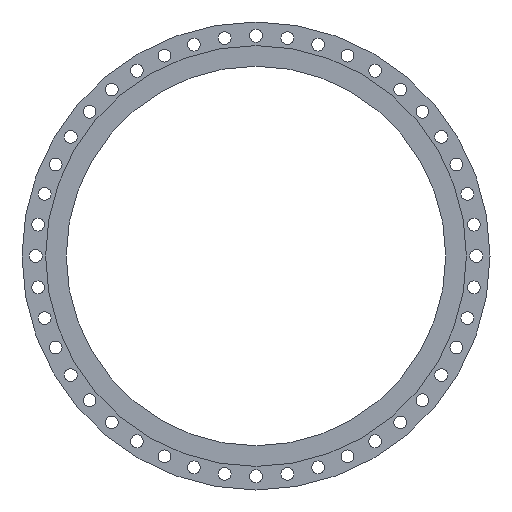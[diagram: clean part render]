
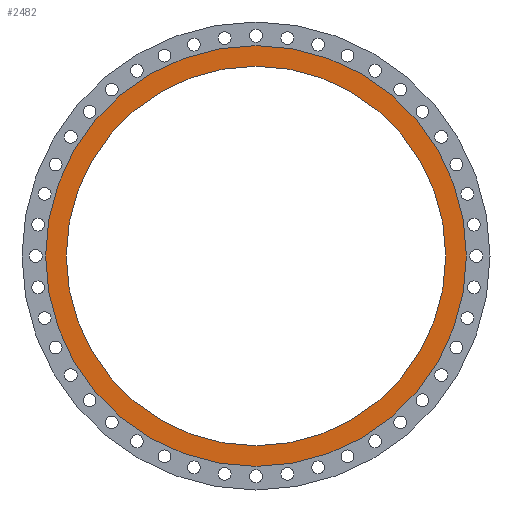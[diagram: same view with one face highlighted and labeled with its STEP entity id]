
A CAD part, left-side view. The second image highlights one B-rep face of the part: STEP entity #2482.
In plain terms, the highlighted planar face has unit normal (-1, 0, 0).
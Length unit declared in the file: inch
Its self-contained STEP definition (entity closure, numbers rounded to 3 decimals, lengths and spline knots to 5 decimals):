
#65 = VERTEX_POINT ( 'NONE', #2578 ) ;
#189 = ORIENTED_EDGE ( 'NONE', *, *, #3116, .T. ) ;
#277 = AXIS2_PLACEMENT_3D ( 'NONE', #3600, #3313, #1243 ) ;
#408 = CIRCLE ( 'NONE', #824, 24.125 ) ;
#536 = CARTESIAN_POINT ( 'NONE',  ( -0.14414, 0., 26.75 ) ) ;
#567 = EDGE_CURVE ( 'NONE', #65, #2391, #2608, .T. ) ;
#590 = FACE_OUTER_BOUND ( 'NONE', #2187, .T. ) ;
#608 = CARTESIAN_POINT ( 'NONE',  ( -0.14414, 0., 0. ) ) ;
#623 = PLANE ( 'NONE',  #2970 ) ;
#693 = VERTEX_POINT ( 'NONE', #2822 ) ;
#824 = AXIS2_PLACEMENT_3D ( 'NONE', #608, #1785, #2621 ) ;
#1021 = CARTESIAN_POINT ( 'NONE',  ( -0.14414, 0., 0. ) ) ;
#1077 = CARTESIAN_POINT ( 'NONE',  ( -0.14414, 0., 0. ) ) ;
#1146 = VERTEX_POINT ( 'NONE', #536 ) ;
#1243 = DIRECTION ( 'NONE',  ( 0., 0., 1. ) ) ;
#1348 = ORIENTED_EDGE ( 'NONE', *, *, #567, .F. ) ;
#1398 = ORIENTED_EDGE ( 'NONE', *, *, #3639, .F. ) ;
#1597 = ORIENTED_EDGE ( 'NONE', *, *, #3025, .T. ) ;
#1610 = AXIS2_PLACEMENT_3D ( 'NONE', #1021, #2453, #3309 ) ;
#1733 = DIRECTION ( 'NONE',  ( 0., 0., 1. ) ) ;
#1785 = DIRECTION ( 'NONE',  ( -1., 0., 0. ) ) ;
#2042 = FACE_BOUND ( 'NONE', #3642, .T. ) ;
#2187 = EDGE_LOOP ( 'NONE', ( #189, #1597 ) ) ;
#2192 = CIRCLE ( 'NONE', #277, 26.75 ) ;
#2246 = CIRCLE ( 'NONE', #3511, 26.75 ) ;
#2280 = CARTESIAN_POINT ( 'NONE',  ( -0.14414, 0., 0. ) ) ;
#2391 = VERTEX_POINT ( 'NONE', #2906 ) ;
#2453 = DIRECTION ( 'NONE',  ( -1., 0., 0. ) ) ;
#2482 = ADVANCED_FACE ( 'NONE', ( #590, #2042 ), #623, .T. ) ;
#2500 = DIRECTION ( 'NONE',  ( 0., 0., 1. ) ) ;
#2578 = CARTESIAN_POINT ( 'NONE',  ( -0.14414, 0., 24.125 ) ) ;
#2608 = CIRCLE ( 'NONE', #1610, 24.125 ) ;
#2621 = DIRECTION ( 'NONE',  ( 0., 0., 1. ) ) ;
#2822 = CARTESIAN_POINT ( 'NONE',  ( -0.14414, 0., -26.75 ) ) ;
#2828 = DIRECTION ( 'NONE',  ( -1., 0., 0. ) ) ;
#2906 = CARTESIAN_POINT ( 'NONE',  ( -0.14414, 0., -24.125 ) ) ;
#2970 = AXIS2_PLACEMENT_3D ( 'NONE', #2280, #3436, #1733 ) ;
#3025 = EDGE_CURVE ( 'NONE', #693, #1146, #2192, .T. ) ;
#3116 = EDGE_CURVE ( 'NONE', #1146, #693, #2246, .T. ) ;
#3309 = DIRECTION ( 'NONE',  ( 0., 0., 1. ) ) ;
#3313 = DIRECTION ( 'NONE',  ( -1., 0., 0. ) ) ;
#3436 = DIRECTION ( 'NONE',  ( -1., 0., 0. ) ) ;
#3511 = AXIS2_PLACEMENT_3D ( 'NONE', #1077, #2828, #2500 ) ;
#3600 = CARTESIAN_POINT ( 'NONE',  ( -0.14414, 0., 0. ) ) ;
#3639 = EDGE_CURVE ( 'NONE', #2391, #65, #408, .T. ) ;
#3642 = EDGE_LOOP ( 'NONE', ( #1348, #1398 ) ) ;
